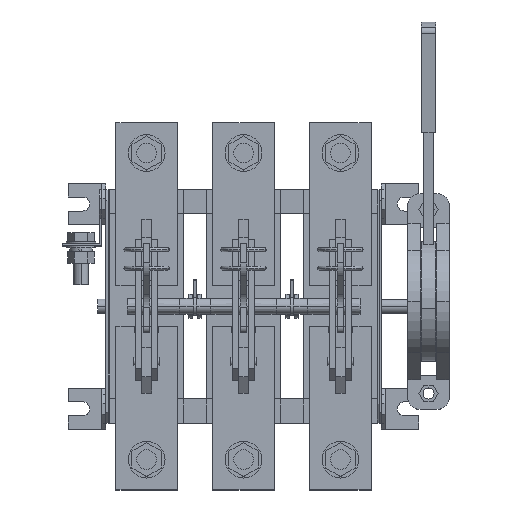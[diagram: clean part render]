
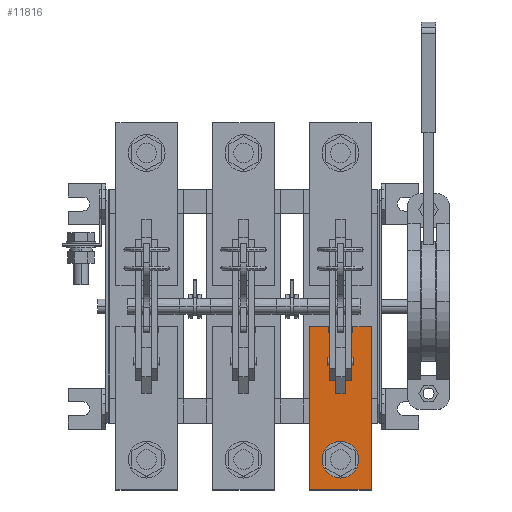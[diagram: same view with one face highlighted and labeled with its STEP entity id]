
A CAD part, top view. The second image highlights one B-rep face of the part: STEP entity #11816.
In plain terms, the highlighted planar face has unit normal (0, 0, 1).
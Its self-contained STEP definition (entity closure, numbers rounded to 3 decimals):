
#148 = FACE_BOUND ( 'NONE', #34145, .T. ) ;
#479 = CARTESIAN_POINT ( 'NONE',  ( 75., -70.75, 31.25 ) ) ;
#501 = VECTOR ( 'NONE', #36742, 1000. ) ;
#887 = AXIS2_PLACEMENT_3D ( 'NONE', #4410, #24707, #7336 ) ;
#893 = VERTEX_POINT ( 'NONE', #10936 ) ;
#1085 = VERTEX_POINT ( 'NONE', #27783 ) ;
#1347 = VECTOR ( 'NONE', #27152, 1000. ) ;
#1634 = CARTESIAN_POINT ( 'NONE',  ( 88.15, -125., 31.25 ) ) ;
#1700 = LINE ( 'NONE', #33521, #8503 ) ;
#1984 = FACE_BOUND ( 'NONE', #35472, .T. ) ;
#2154 = DIRECTION ( 'NONE',  ( 0., 0., -1. ) ) ;
#2798 = CARTESIAN_POINT ( 'NONE',  ( 104., -16.75, 31.25 ) ) ;
#2983 = CIRCLE ( 'NONE', #27696, 9.15 ) ;
#3382 = CARTESIAN_POINT ( 'NONE',  ( 83., -20.75, 31.25 ) ) ;
#4410 = CARTESIAN_POINT ( 'NONE',  ( 79., 0., 31.25 ) ) ;
#4747 = EDGE_CURVE ( 'NONE', #8474, #7631, #24490, .T. ) ;
#6424 = AXIS2_PLACEMENT_3D ( 'NONE', #19569, #2154, #22462 ) ;
#7015 = LINE ( 'NONE', #27999, #28177 ) ;
#7336 = DIRECTION ( 'NONE',  ( -1., 0., 0. ) ) ;
#7631 = VERTEX_POINT ( 'NONE', #3382 ) ;
#7736 = CARTESIAN_POINT ( 'NONE',  ( 104., -16.75, 31.25 ) ) ;
#8474 = VERTEX_POINT ( 'NONE', #30410 ) ;
#8503 = VECTOR ( 'NONE', #10591, 1000. ) ;
#9028 = DIRECTION ( 'NONE',  ( 0., 1., 0. ) ) ;
#9123 = EDGE_CURVE ( 'NONE', #29493, #1085, #9945, .T. ) ;
#9472 = VECTOR ( 'NONE', #18146, 1000. ) ;
#9945 = CIRCLE ( 'NONE', #6424, 9.15 ) ;
#10119 = PLANE ( 'NONE',  #887 ) ;
#10371 = LINE ( 'NONE', #32457, #9472 ) ;
#10568 = EDGE_CURVE ( 'NONE', #893, #7631, #15285, .T. ) ;
#10591 = DIRECTION ( 'NONE',  ( -1., 0., 0. ) ) ;
#10936 = CARTESIAN_POINT ( 'NONE',  ( 75., -20.75, 31.25 ) ) ;
#11043 = EDGE_CURVE ( 'NONE', #1085, #29493, #2983, .T. ) ;
#11511 = EDGE_CURVE ( 'NONE', #32918, #893, #7015, .T. ) ;
#11816 = ADVANCED_FACE ( 'NONE', ( #148, #22413, #1984 ), #10119, .T. ) ;
#13678 = VECTOR ( 'NONE', #25957, 1000. ) ;
#14342 = CARTESIAN_POINT ( 'NONE',  ( 104., -149.75, 31.25 ) ) ;
#14643 = VERTEX_POINT ( 'NONE', #34142 ) ;
#14966 = ORIENTED_EDGE ( 'NONE', *, *, #11043, .T. ) ;
#15285 = LINE ( 'NONE', #31911, #28707 ) ;
#15325 = ORIENTED_EDGE ( 'NONE', *, *, #9123, .T. ) ;
#16339 = ORIENTED_EDGE ( 'NONE', *, *, #29119, .F. ) ;
#16886 = ORIENTED_EDGE ( 'NONE', *, *, #25363, .F. ) ;
#17129 = ORIENTED_EDGE ( 'NONE', *, *, #35533, .F. ) ;
#17293 = CARTESIAN_POINT ( 'NONE',  ( 79., -125., 31.25 ) ) ;
#17716 = DIRECTION ( 'NONE',  ( 1., 0., 0. ) ) ;
#18146 = DIRECTION ( 'NONE',  ( 1., 0., 0. ) ) ;
#18231 = ORIENTED_EDGE ( 'NONE', *, *, #22242, .F. ) ;
#18633 = VECTOR ( 'NONE', #9028, 1000. ) ;
#18739 = ORIENTED_EDGE ( 'NONE', *, *, #10568, .T. ) ;
#19062 = ORIENTED_EDGE ( 'NONE', *, *, #4747, .F. ) ;
#19559 = DIRECTION ( 'NONE',  ( 0., 1., 0. ) ) ;
#19569 = CARTESIAN_POINT ( 'NONE',  ( 79., -125., 31.25 ) ) ;
#20204 = CARTESIAN_POINT ( 'NONE',  ( 54., -149.75, 31.25 ) ) ;
#20229 = DIRECTION ( 'NONE',  ( 1., 0., 0. ) ) ;
#20586 = ORIENTED_EDGE ( 'NONE', *, *, #36246, .F. ) ;
#20991 = ORIENTED_EDGE ( 'NONE', *, *, #11511, .T. ) ;
#22242 = EDGE_CURVE ( 'NONE', #29112, #29118, #1700, .T. ) ;
#22291 = LINE ( 'NONE', #2798, #13678 ) ;
#22413 = FACE_OUTER_BOUND ( 'NONE', #34189, .T. ) ;
#22462 = DIRECTION ( 'NONE',  ( 1., 0., 0. ) ) ;
#23697 = LINE ( 'NONE', #33875, #501 ) ;
#24490 = LINE ( 'NONE', #27000, #1347 ) ;
#24707 = DIRECTION ( 'NONE',  ( 0., 0., 1. ) ) ;
#25363 = EDGE_CURVE ( 'NONE', #14643, #35888, #23697, .T. ) ;
#25957 = DIRECTION ( 'NONE',  ( 0., -1., 0. ) ) ;
#27000 = CARTESIAN_POINT ( 'NONE',  ( 83., -20.75, 31.25 ) ) ;
#27152 = DIRECTION ( 'NONE',  ( 0., 1., 0. ) ) ;
#27696 = AXIS2_PLACEMENT_3D ( 'NONE', #17293, #37211, #20229 ) ;
#27783 = CARTESIAN_POINT ( 'NONE',  ( 69.85, -125., 31.25 ) ) ;
#27999 = CARTESIAN_POINT ( 'NONE',  ( 75., -20.75, 31.25 ) ) ;
#28177 = VECTOR ( 'NONE', #19559, 1000. ) ;
#28707 = VECTOR ( 'NONE', #17716, 1000. ) ;
#29112 = VERTEX_POINT ( 'NONE', #14342 ) ;
#29118 = VERTEX_POINT ( 'NONE', #20204 ) ;
#29119 = EDGE_CURVE ( 'NONE', #35888, #29112, #22291, .T. ) ;
#29493 = VERTEX_POINT ( 'NONE', #1634 ) ;
#30410 = CARTESIAN_POINT ( 'NONE',  ( 83., -70.75, 31.25 ) ) ;
#31911 = CARTESIAN_POINT ( 'NONE',  ( 75., -20.75, 31.25 ) ) ;
#32457 = CARTESIAN_POINT ( 'NONE',  ( 75., -70.75, 31.25 ) ) ;
#32918 = VERTEX_POINT ( 'NONE', #479 ) ;
#33521 = CARTESIAN_POINT ( 'NONE',  ( 104., -149.75, 31.25 ) ) ;
#33875 = CARTESIAN_POINT ( 'NONE',  ( 104., -16.75, 31.25 ) ) ;
#34142 = CARTESIAN_POINT ( 'NONE',  ( 54., -16.75, 31.25 ) ) ;
#34145 = EDGE_LOOP ( 'NONE', ( #14966, #15325 ) ) ;
#34189 = EDGE_LOOP ( 'NONE', ( #16339, #16886, #17129, #18231 ) ) ;
#34643 = LINE ( 'NONE', #34731, #18633 ) ;
#34731 = CARTESIAN_POINT ( 'NONE',  ( 54., -16.75, 31.25 ) ) ;
#35472 = EDGE_LOOP ( 'NONE', ( #18739, #19062, #20586, #20991 ) ) ;
#35533 = EDGE_CURVE ( 'NONE', #29118, #14643, #34643, .T. ) ;
#35888 = VERTEX_POINT ( 'NONE', #7736 ) ;
#36246 = EDGE_CURVE ( 'NONE', #32918, #8474, #10371, .T. ) ;
#36742 = DIRECTION ( 'NONE',  ( 1., 0., 0. ) ) ;
#37211 = DIRECTION ( 'NONE',  ( 0., 0., -1. ) ) ;
